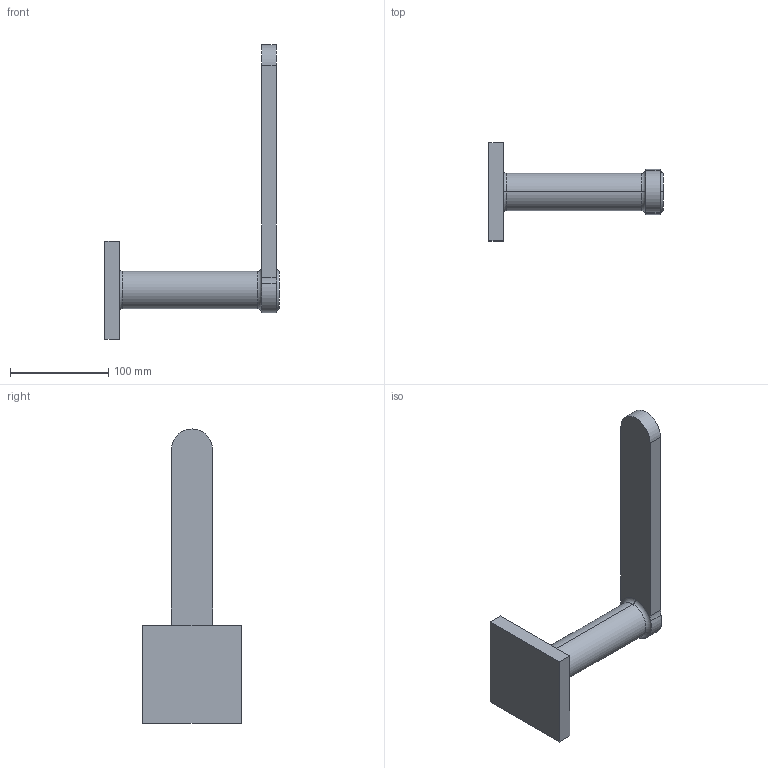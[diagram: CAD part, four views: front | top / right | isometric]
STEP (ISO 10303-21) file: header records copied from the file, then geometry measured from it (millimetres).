
FILE_DESCRIPTION((''),'2;1');
FILE_NAME('TORSIONSSTAB','2025-11-11T22:45:45',('Steffen Jaeger'),(''),'CREO PARAMETRIC BY PTC INC, 2023424','CREO PARAMETRIC BY PTC INC, 2023424','');
FILE_SCHEMA(('AUTOMOTIVE_DESIGN { 1 0 10303 214 1 1 1 1 }'));
Length unit declared in the file: millimetre
Products named in the file (1): TORSIONSSTAB
Bounding box: 177.9 x 100 x 300 mm (x, y, z)
Volume: 487247.6 mm3; surface area: 72186.5 mm2
Topology: 1 solids, 1 shells, 24 faces, 53 edges, 34 vertices
Faces by surface type: plane 11, cylinder 6, torus 6, sphere 1
Entity records: 730 total; most frequent: DIRECTION 130, CARTESIAN_POINT 113, ORIENTED_EDGE 106, AXIS2_PLACEMENT_3D 53, EDGE_CURVE 53, VERTEX_POINT 34, CIRCLE 29, EDGE_LOOP 27
